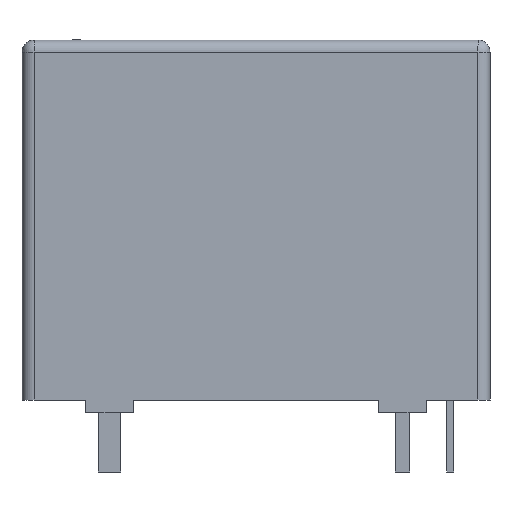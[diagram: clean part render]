
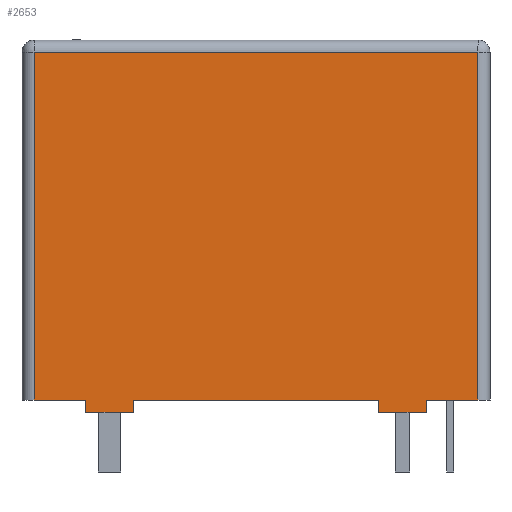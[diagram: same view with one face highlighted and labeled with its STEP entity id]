
A CAD part, front view. The second image highlights one B-rep face of the part: STEP entity #2653.
In plain terms, the highlighted planar face has unit normal (0, -1, 0).
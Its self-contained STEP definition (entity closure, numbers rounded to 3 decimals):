
#278 = CARTESIAN_POINT ( 'NONE',  ( 5.1, -7.95, -0.5 ) ) ;
#391 = CARTESIAN_POINT ( 'NONE',  ( -5.1, -7.95, -0.5 ) ) ;
#532 = VERTEX_POINT ( 'NONE', #1849 ) ;
#542 = EDGE_CURVE ( 'NONE', #6205, #5710, #5473, .T. ) ;
#803 = CARTESIAN_POINT ( 'NONE',  ( 9.25, -7.95, 15. ) ) ;
#808 = VERTEX_POINT ( 'NONE', #4224 ) ;
#990 = CARTESIAN_POINT ( 'NONE',  ( 9.25, -7.95, 0. ) ) ;
#996 = LINE ( 'NONE', #5097, #5689 ) ;
#1011 = DIRECTION ( 'NONE',  ( 0., 0., -1. ) ) ;
#1099 = VECTOR ( 'NONE', #6792, 1000. ) ;
#1116 = CARTESIAN_POINT ( 'NONE',  ( -7.1, -7.95, -0.5 ) ) ;
#1125 = CARTESIAN_POINT ( 'NONE',  ( 5.1, -7.95, -0.5 ) ) ;
#1182 = VECTOR ( 'NONE', #4473, 1000. ) ;
#1264 = VECTOR ( 'NONE', #6495, 1000. ) ;
#1307 = VERTEX_POINT ( 'NONE', #7436 ) ;
#1499 = VERTEX_POINT ( 'NONE', #7010 ) ;
#1519 = EDGE_CURVE ( 'NONE', #532, #5997, #4724, .T. ) ;
#1606 = CARTESIAN_POINT ( 'NONE',  ( -9.25, -7.95, 15. ) ) ;
#1800 = LINE ( 'NONE', #7086, #6545 ) ;
#1849 = CARTESIAN_POINT ( 'NONE',  ( -5.1, -7.95, -0.5 ) ) ;
#1896 = VERTEX_POINT ( 'NONE', #6986 ) ;
#1930 = CARTESIAN_POINT ( 'NONE',  ( 9.25, -7.95, 14.5 ) ) ;
#1944 = VERTEX_POINT ( 'NONE', #3314 ) ;
#1948 = ORIENTED_EDGE ( 'NONE', *, *, #542, .F. ) ;
#2035 = EDGE_CURVE ( 'NONE', #1499, #6098, #3064, .T. ) ;
#2166 = ORIENTED_EDGE ( 'NONE', *, *, #2035, .T. ) ;
#2186 = DIRECTION ( 'NONE',  ( 0., 1., 0. ) ) ;
#2346 = DIRECTION ( 'NONE',  ( 0., 0., 1. ) ) ;
#2614 = DIRECTION ( 'NONE',  ( 0., 0., 1. ) ) ;
#2637 = ORIENTED_EDGE ( 'NONE', *, *, #2829, .T. ) ;
#2653 = ADVANCED_FACE ( 'NONE', ( #7124 ), #5883, .F. ) ;
#2688 = LINE ( 'NONE', #1930, #4137 ) ;
#2829 = EDGE_CURVE ( 'NONE', #6205, #1499, #1800, .T. ) ;
#3007 = EDGE_CURVE ( 'NONE', #808, #1944, #4134, .T. ) ;
#3064 = LINE ( 'NONE', #5217, #1264 ) ;
#3074 = VECTOR ( 'NONE', #2346, 1000. ) ;
#3314 = CARTESIAN_POINT ( 'NONE',  ( -9.25, -7.95, 0. ) ) ;
#3381 = DIRECTION ( 'NONE',  ( 0., 0., 1. ) ) ;
#3437 = DIRECTION ( 'NONE',  ( -1., 0., 0. ) ) ;
#3729 = DIRECTION ( 'NONE',  ( -1., 0., 0. ) ) ;
#3754 = ORIENTED_EDGE ( 'NONE', *, *, #7551, .T. ) ;
#3831 = EDGE_CURVE ( 'NONE', #5997, #1307, #5995, .T. ) ;
#3912 = VECTOR ( 'NONE', #5515, 1000. ) ;
#4012 = EDGE_CURVE ( 'NONE', #1896, #6098, #7717, .T. ) ;
#4021 = EDGE_CURVE ( 'NONE', #6760, #4532, #996, .T. ) ;
#4025 = CARTESIAN_POINT ( 'NONE',  ( 9.25, -7.95, 15. ) ) ;
#4134 = LINE ( 'NONE', #1606, #7226 ) ;
#4137 = VECTOR ( 'NONE', #4997, 1000. ) ;
#4224 = CARTESIAN_POINT ( 'NONE',  ( -9.25, -7.95, 14.5 ) ) ;
#4269 = EDGE_CURVE ( 'NONE', #5710, #1307, #6844, .T. ) ;
#4473 = DIRECTION ( 'NONE',  ( 0., 0., -1. ) ) ;
#4532 = VERTEX_POINT ( 'NONE', #6259 ) ;
#4724 = LINE ( 'NONE', #6656, #3074 ) ;
#4739 = CARTESIAN_POINT ( 'NONE',  ( 7.1, -7.95, -0.5 ) ) ;
#4790 = VECTOR ( 'NONE', #3437, 1000. ) ;
#4810 = EDGE_LOOP ( 'NONE', ( #5049, #6730, #7204, #3754, #7723, #7948, #6750, #6088, #6829, #1948, #2637, #2166 ) ) ;
#4997 = DIRECTION ( 'NONE',  ( -1., 0., 0. ) ) ;
#5049 = ORIENTED_EDGE ( 'NONE', *, *, #4012, .F. ) ;
#5097 = CARTESIAN_POINT ( 'NONE',  ( -7.1, -7.95, -0.5 ) ) ;
#5217 = CARTESIAN_POINT ( 'NONE',  ( 9.25, -7.95, 0. ) ) ;
#5473 = LINE ( 'NONE', #5567, #7136 ) ;
#5515 = DIRECTION ( 'NONE',  ( 1., 0., 0. ) ) ;
#5567 = CARTESIAN_POINT ( 'NONE',  ( 7.1, -7.95, -0.5 ) ) ;
#5689 = VECTOR ( 'NONE', #2614, 1000. ) ;
#5710 = VERTEX_POINT ( 'NONE', #278 ) ;
#5883 = PLANE ( 'NONE',  #6584 ) ;
#5995 = LINE ( 'NONE', #6176, #1099 ) ;
#5997 = VERTEX_POINT ( 'NONE', #7011 ) ;
#6088 = ORIENTED_EDGE ( 'NONE', *, *, #3831, .T. ) ;
#6098 = VERTEX_POINT ( 'NONE', #990 ) ;
#6176 = CARTESIAN_POINT ( 'NONE',  ( 9.25, -7.95, 0. ) ) ;
#6205 = VERTEX_POINT ( 'NONE', #4739 ) ;
#6259 = CARTESIAN_POINT ( 'NONE',  ( -7.1, -7.95, 0. ) ) ;
#6433 = EDGE_CURVE ( 'NONE', #1896, #808, #2688, .T. ) ;
#6443 = LINE ( 'NONE', #391, #4790 ) ;
#6495 = DIRECTION ( 'NONE',  ( 1., 0., 0. ) ) ;
#6498 = DIRECTION ( 'NONE',  ( -1., 0., 0. ) ) ;
#6545 = VECTOR ( 'NONE', #3381, 1000. ) ;
#6584 = AXIS2_PLACEMENT_3D ( 'NONE', #4025, #2186, #6498 ) ;
#6591 = EDGE_CURVE ( 'NONE', #532, #6760, #6443, .T. ) ;
#6650 = VECTOR ( 'NONE', #7853, 1000. ) ;
#6656 = CARTESIAN_POINT ( 'NONE',  ( -5.1, -7.95, -0.5 ) ) ;
#6730 = ORIENTED_EDGE ( 'NONE', *, *, #6433, .T. ) ;
#6750 = ORIENTED_EDGE ( 'NONE', *, *, #1519, .T. ) ;
#6760 = VERTEX_POINT ( 'NONE', #1116 ) ;
#6792 = DIRECTION ( 'NONE',  ( 1., 0., 0. ) ) ;
#6829 = ORIENTED_EDGE ( 'NONE', *, *, #4269, .F. ) ;
#6844 = LINE ( 'NONE', #1125, #6650 ) ;
#6986 = CARTESIAN_POINT ( 'NONE',  ( 9.25, -7.95, 14.5 ) ) ;
#7010 = CARTESIAN_POINT ( 'NONE',  ( 7.1, -7.95, 0. ) ) ;
#7011 = CARTESIAN_POINT ( 'NONE',  ( -5.1, -7.95, 0. ) ) ;
#7086 = CARTESIAN_POINT ( 'NONE',  ( 7.1, -7.95, -0.5 ) ) ;
#7124 = FACE_OUTER_BOUND ( 'NONE', #4810, .T. ) ;
#7136 = VECTOR ( 'NONE', #3729, 1000. ) ;
#7204 = ORIENTED_EDGE ( 'NONE', *, *, #3007, .T. ) ;
#7206 = LINE ( 'NONE', #7351, #3912 ) ;
#7226 = VECTOR ( 'NONE', #1011, 1000. ) ;
#7351 = CARTESIAN_POINT ( 'NONE',  ( 9.25, -7.95, 0. ) ) ;
#7436 = CARTESIAN_POINT ( 'NONE',  ( 5.1, -7.95, 0. ) ) ;
#7551 = EDGE_CURVE ( 'NONE', #1944, #4532, #7206, .T. ) ;
#7717 = LINE ( 'NONE', #803, #1182 ) ;
#7723 = ORIENTED_EDGE ( 'NONE', *, *, #4021, .F. ) ;
#7853 = DIRECTION ( 'NONE',  ( 0., 0., 1. ) ) ;
#7948 = ORIENTED_EDGE ( 'NONE', *, *, #6591, .F. ) ;
